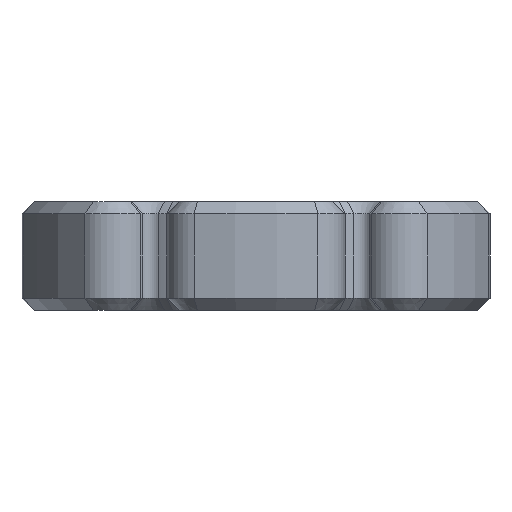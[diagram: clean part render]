
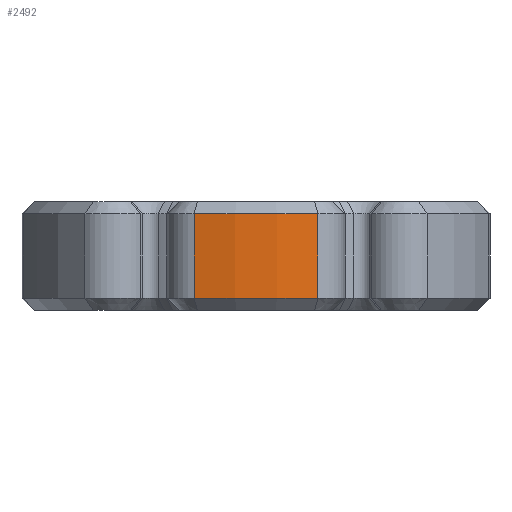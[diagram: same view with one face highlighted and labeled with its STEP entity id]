
A CAD part, left-side view. The second image highlights one B-rep face of the part: STEP entity #2492.
In plain terms, the highlighted cylindrical face has radius 20 mm (diameter 40 mm), a partial arc.
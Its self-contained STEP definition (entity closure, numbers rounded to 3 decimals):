
#194=FACE_OUTER_BOUND('',#355,.T.);
#355=EDGE_LOOP('',(#1934,#1935,#1936,#1937));
#562=CIRCLE('',#2765,20.);
#573=CIRCLE('',#2784,20.);
#725=LINE('',#5434,#925);
#726=LINE('',#5437,#926);
#925=VECTOR('',#3369,10.);
#926=VECTOR('',#3372,10.);
#1189=VERTEX_POINT('',#5382);
#1191=VERTEX_POINT('',#5388);
#1205=VERTEX_POINT('',#5433);
#1206=VERTEX_POINT('',#5435);
#1464=EDGE_CURVE('',#1189,#1191,#562,.T.);
#1485=EDGE_CURVE('',#1205,#1189,#725,.T.);
#1486=EDGE_CURVE('',#1206,#1205,#573,.T.);
#1487=EDGE_CURVE('',#1191,#1206,#726,.T.);
#1934=ORIENTED_EDGE('',*,*,#1464,.F.);
#1935=ORIENTED_EDGE('',*,*,#1485,.F.);
#1936=ORIENTED_EDGE('',*,*,#1486,.F.);
#1937=ORIENTED_EDGE('',*,*,#1487,.F.);
#2394=CYLINDRICAL_SURFACE('',#2783,20.);
#2492=ADVANCED_FACE('',(#194),#2394,.T.);
#2765=AXIS2_PLACEMENT_3D('',#5392,#3321,#3322);
#2783=AXIS2_PLACEMENT_3D('',#5432,#3367,#3368);
#2784=AXIS2_PLACEMENT_3D('',#5436,#3370,#3371);
#3321=DIRECTION('center_axis',(0.,0.,1.));
#3322=DIRECTION('ref_axis',(-1.,0.,0.));
#3367=DIRECTION('center_axis',(0.,0.,1.));
#3368=DIRECTION('ref_axis',(-1.,0.,0.));
#3369=DIRECTION('',(0.,0.,1.));
#3370=DIRECTION('center_axis',(0.,0.,-1.));
#3371=DIRECTION('ref_axis',(-1.,0.,0.));
#3372=DIRECTION('',(0.,0.,-1.));
#5382=CARTESIAN_POINT('',(-19.333,5.121,23.5));
#5388=CARTESIAN_POINT('',(-19.333,-5.121,23.5));
#5392=CARTESIAN_POINT('Origin',(0.,0.,23.5));
#5432=CARTESIAN_POINT('Origin',(0.,0.,16.));
#5433=CARTESIAN_POINT('',(-19.333,5.121,16.5));
#5434=CARTESIAN_POINT('',(-19.333,5.121,16.));
#5435=CARTESIAN_POINT('',(-19.333,-5.121,16.5));
#5436=CARTESIAN_POINT('Origin',(0.,0.,16.5));
#5437=CARTESIAN_POINT('',(-19.333,-5.121,16.));
